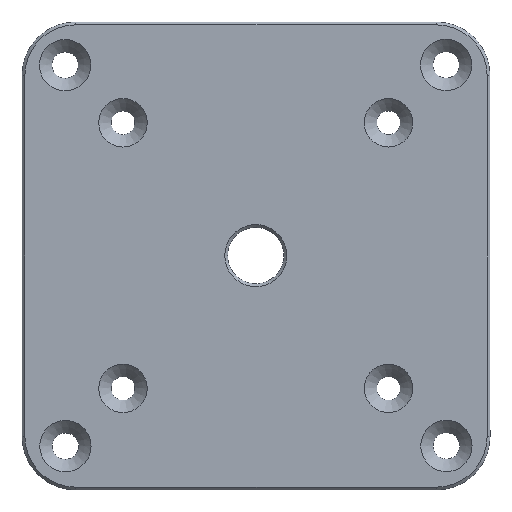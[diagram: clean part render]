
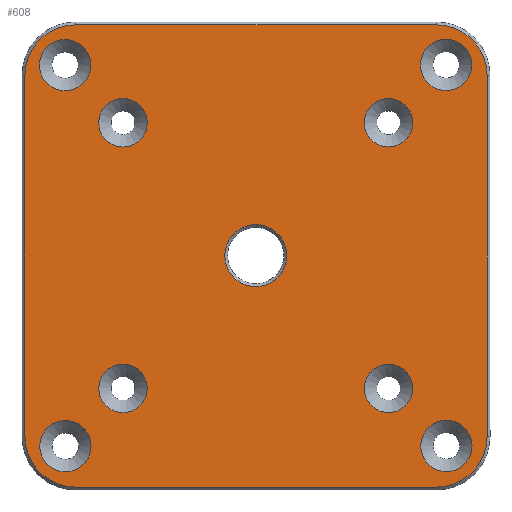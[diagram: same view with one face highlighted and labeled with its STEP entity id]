
A CAD part, front view. The second image highlights one B-rep face of the part: STEP entity #608.
In plain terms, the highlighted planar face has unit normal (0, -1, 0).
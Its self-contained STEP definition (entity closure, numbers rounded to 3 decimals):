
#15=FACE_BOUND('',#147,.T.);
#16=FACE_BOUND('',#148,.T.);
#17=FACE_BOUND('',#149,.T.);
#18=FACE_BOUND('',#150,.T.);
#19=FACE_BOUND('',#151,.T.);
#20=FACE_BOUND('',#152,.T.);
#21=FACE_BOUND('',#153,.T.);
#22=FACE_BOUND('',#154,.T.);
#23=FACE_BOUND('',#155,.T.);
#47=CIRCLE('',#649,9.);
#49=CIRCLE('',#653,9.);
#51=CIRCLE('',#657,9.);
#53=CIRCLE('',#661,9.);
#56=CIRCLE('',#669,5.5);
#57=CIRCLE('',#670,4.3);
#58=CIRCLE('',#671,4.3);
#59=CIRCLE('',#672,4.3);
#60=CIRCLE('',#673,4.55);
#61=CIRCLE('',#674,4.3);
#62=CIRCLE('',#675,4.55);
#63=CIRCLE('',#676,4.55);
#64=CIRCLE('',#677,4.55);
#110=FACE_OUTER_BOUND('',#146,.T.);
#146=EDGE_LOOP('',(#464,#465,#466,#467,#468,#469,#470,#471));
#147=EDGE_LOOP('',(#472));
#148=EDGE_LOOP('',(#473));
#149=EDGE_LOOP('',(#474));
#150=EDGE_LOOP('',(#475));
#151=EDGE_LOOP('',(#476));
#152=EDGE_LOOP('',(#477));
#153=EDGE_LOOP('',(#478));
#154=EDGE_LOOP('',(#479));
#155=EDGE_LOOP('',(#480));
#191=LINE('',#928,#237);
#195=LINE('',#940,#241);
#199=LINE('',#952,#245);
#203=LINE('',#964,#249);
#237=VECTOR('',#728,10.);
#241=VECTOR('',#740,10.);
#245=VECTOR('',#752,10.);
#249=VECTOR('',#764,10.);
#280=VERTEX_POINT('',#921);
#283=VERTEX_POINT('',#926);
#284=VERTEX_POINT('',#930);
#286=VERTEX_POINT('',#936);
#288=VERTEX_POINT('',#942);
#290=VERTEX_POINT('',#948);
#292=VERTEX_POINT('',#954);
#294=VERTEX_POINT('',#960);
#301=VERTEX_POINT('',#987);
#302=VERTEX_POINT('',#989);
#303=VERTEX_POINT('',#991);
#304=VERTEX_POINT('',#993);
#305=VERTEX_POINT('',#995);
#306=VERTEX_POINT('',#997);
#307=VERTEX_POINT('',#999);
#308=VERTEX_POINT('',#1001);
#309=VERTEX_POINT('',#1003);
#334=EDGE_CURVE('',#283,#280,#191,.T.);
#337=EDGE_CURVE('',#280,#284,#47,.T.);
#340=EDGE_CURVE('',#284,#286,#195,.T.);
#343=EDGE_CURVE('',#286,#288,#49,.T.);
#346=EDGE_CURVE('',#288,#290,#199,.T.);
#349=EDGE_CURVE('',#290,#292,#51,.T.);
#352=EDGE_CURVE('',#292,#294,#203,.T.);
#354=EDGE_CURVE('',#294,#283,#53,.T.);
#364=EDGE_CURVE('',#301,#301,#56,.T.);
#365=EDGE_CURVE('',#302,#302,#57,.T.);
#366=EDGE_CURVE('',#303,#303,#58,.T.);
#367=EDGE_CURVE('',#304,#304,#59,.T.);
#368=EDGE_CURVE('',#305,#305,#60,.T.);
#369=EDGE_CURVE('',#306,#306,#61,.T.);
#370=EDGE_CURVE('',#307,#307,#62,.T.);
#371=EDGE_CURVE('',#308,#308,#63,.T.);
#372=EDGE_CURVE('',#309,#309,#64,.T.);
#464=ORIENTED_EDGE('',*,*,#334,.F.);
#465=ORIENTED_EDGE('',*,*,#354,.F.);
#466=ORIENTED_EDGE('',*,*,#352,.F.);
#467=ORIENTED_EDGE('',*,*,#349,.F.);
#468=ORIENTED_EDGE('',*,*,#346,.F.);
#469=ORIENTED_EDGE('',*,*,#343,.F.);
#470=ORIENTED_EDGE('',*,*,#340,.F.);
#471=ORIENTED_EDGE('',*,*,#337,.F.);
#472=ORIENTED_EDGE('',*,*,#364,.F.);
#473=ORIENTED_EDGE('',*,*,#365,.F.);
#474=ORIENTED_EDGE('',*,*,#366,.F.);
#475=ORIENTED_EDGE('',*,*,#367,.F.);
#476=ORIENTED_EDGE('',*,*,#368,.F.);
#477=ORIENTED_EDGE('',*,*,#369,.F.);
#478=ORIENTED_EDGE('',*,*,#370,.F.);
#479=ORIENTED_EDGE('',*,*,#371,.F.);
#480=ORIENTED_EDGE('',*,*,#372,.F.);
#592=PLANE('',#668);
#608=ADVANCED_FACE('',(#110,#15,#16,#17,#18,#19,#20,#21,#22,#23),#592,.F.);
#649=AXIS2_PLACEMENT_3D('',#934,#734,#735);
#653=AXIS2_PLACEMENT_3D('',#946,#746,#747);
#657=AXIS2_PLACEMENT_3D('',#958,#758,#759);
#661=AXIS2_PLACEMENT_3D('',#967,#769,#770);
#668=AXIS2_PLACEMENT_3D('',#986,#790,#791);
#669=AXIS2_PLACEMENT_3D('',#988,#792,#793);
#670=AXIS2_PLACEMENT_3D('',#990,#794,#795);
#671=AXIS2_PLACEMENT_3D('',#992,#796,#797);
#672=AXIS2_PLACEMENT_3D('',#994,#798,#799);
#673=AXIS2_PLACEMENT_3D('',#996,#800,#801);
#674=AXIS2_PLACEMENT_3D('',#998,#802,#803);
#675=AXIS2_PLACEMENT_3D('',#1000,#804,#805);
#676=AXIS2_PLACEMENT_3D('',#1002,#806,#807);
#677=AXIS2_PLACEMENT_3D('',#1004,#808,#809);
#728=DIRECTION('',(1.,0.,0.));
#734=DIRECTION('center_axis',(0.,1.,0.));
#735=DIRECTION('ref_axis',(0.,0.,1.));
#740=DIRECTION('',(0.,0.,-1.));
#746=DIRECTION('center_axis',(0.,1.,0.));
#747=DIRECTION('ref_axis',(1.,0.,0.));
#752=DIRECTION('',(-1.,0.,0.));
#758=DIRECTION('center_axis',(0.,1.,0.));
#759=DIRECTION('ref_axis',(0.,0.,-1.));
#764=DIRECTION('',(0.,0.,1.));
#769=DIRECTION('center_axis',(0.,1.,0.));
#770=DIRECTION('ref_axis',(-1.,0.,0.));
#790=DIRECTION('center_axis',(0.,1.,0.));
#791=DIRECTION('ref_axis',(1.,0.,0.));
#792=DIRECTION('center_axis',(0.,-1.,0.));
#793=DIRECTION('ref_axis',(1.,0.,0.));
#794=DIRECTION('center_axis',(0.,-1.,0.));
#795=DIRECTION('ref_axis',(1.,0.,0.));
#796=DIRECTION('center_axis',(0.,-1.,0.));
#797=DIRECTION('ref_axis',(1.,0.,0.));
#798=DIRECTION('center_axis',(0.,-1.,0.));
#799=DIRECTION('ref_axis',(1.,0.,0.));
#800=DIRECTION('center_axis',(0.,-1.,0.));
#801=DIRECTION('ref_axis',(1.,0.,0.));
#802=DIRECTION('center_axis',(0.,-1.,0.));
#803=DIRECTION('ref_axis',(1.,0.,0.));
#804=DIRECTION('center_axis',(0.,-1.,0.));
#805=DIRECTION('ref_axis',(1.,0.,0.));
#806=DIRECTION('center_axis',(0.,-1.,0.));
#807=DIRECTION('ref_axis',(1.,0.,0.));
#808=DIRECTION('center_axis',(0.,-1.,0.));
#809=DIRECTION('ref_axis',(1.,0.,0.));
#921=CARTESIAN_POINT('',(32.018,0.,-370.57));
#926=CARTESIAN_POINT('',(-31.982,0.,-370.57));
#928=CARTESIAN_POINT('',(-15.982,0.,-370.57));
#930=CARTESIAN_POINT('',(41.018,0.,-379.57));
#934=CARTESIAN_POINT('Origin',(32.018,0.,-379.57));
#936=CARTESIAN_POINT('',(41.018,0.,-443.57));
#940=CARTESIAN_POINT('',(41.018,0.,-395.57));
#942=CARTESIAN_POINT('',(32.018,0.,-452.57));
#946=CARTESIAN_POINT('Origin',(32.018,0.,-443.57));
#948=CARTESIAN_POINT('',(-31.982,0.,-452.57));
#952=CARTESIAN_POINT('',(16.018,0.,-452.57));
#954=CARTESIAN_POINT('',(-40.982,0.,-443.57));
#958=CARTESIAN_POINT('Origin',(-31.982,0.,-443.57));
#960=CARTESIAN_POINT('',(-40.982,0.,-379.57));
#964=CARTESIAN_POINT('',(-40.982,0.,-427.57));
#967=CARTESIAN_POINT('Origin',(-31.982,0.,-379.57));
#986=CARTESIAN_POINT('Origin',(0.018,0.,-411.57));
#987=CARTESIAN_POINT('',(-5.523,0.,-411.495));
#988=CARTESIAN_POINT('Origin',(-0.023,0.,-411.495));
#989=CARTESIAN_POINT('',(-27.873,0.,-435.045));
#990=CARTESIAN_POINT('Origin',(-23.573,0.,-435.045));
#991=CARTESIAN_POINT('',(19.227,0.,-435.045));
#992=CARTESIAN_POINT('Origin',(23.527,0.,-435.045));
#993=CARTESIAN_POINT('',(19.227,0.,-387.945));
#994=CARTESIAN_POINT('Origin',(23.527,0.,-387.945));
#995=CARTESIAN_POINT('',(-38.382,0.,-377.735));
#996=CARTESIAN_POINT('Origin',(-33.832,0.,-377.735));
#997=CARTESIAN_POINT('',(-27.873,0.,-387.945));
#998=CARTESIAN_POINT('Origin',(-23.573,0.,-387.945));
#999=CARTESIAN_POINT('',(29.188,0.,-377.687));
#1000=CARTESIAN_POINT('Origin',(33.738,0.,-377.687));
#1001=CARTESIAN_POINT('',(29.236,0.,-445.256));
#1002=CARTESIAN_POINT('Origin',(33.786,0.,-445.256));
#1003=CARTESIAN_POINT('',(-38.334,0.,-445.304));
#1004=CARTESIAN_POINT('Origin',(-33.784,0.,-445.304));
